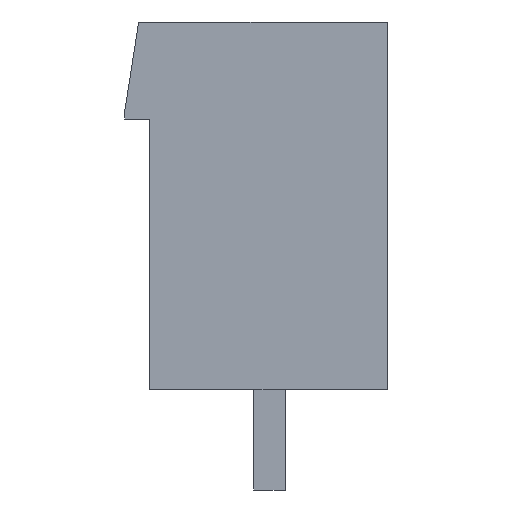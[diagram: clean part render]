
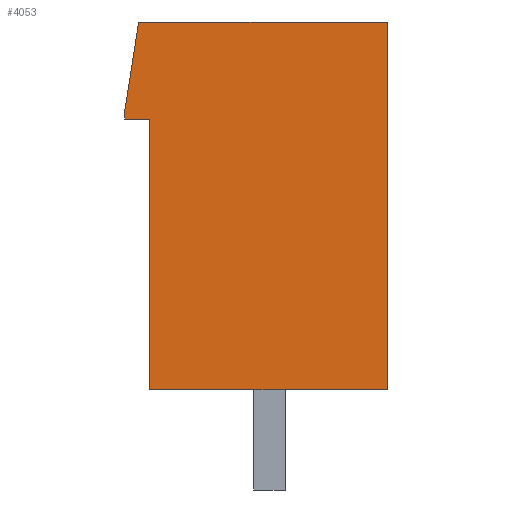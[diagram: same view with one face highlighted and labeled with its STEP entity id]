
A CAD part, left-side view. The second image highlights one B-rep face of the part: STEP entity #4053.
In plain terms, the highlighted planar face has unit normal (-1, 0, 0).
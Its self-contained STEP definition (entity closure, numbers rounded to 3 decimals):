
#4030=AXIS2_PLACEMENT_3D('Plane Axis2P3D',#4027,#4028,#4029) ;
#717=CARTESIAN_POINT('Vertex',(0.,7.95,14.95)) ;
#722=CARTESIAN_POINT('Line Origine',(0.,3.975,14.95)) ;
#726=CARTESIAN_POINT('Vertex',(0.,0.,14.95)) ;
#2899=CARTESIAN_POINT('Vertex',(0.,7.6,11.85)) ;
#2902=CARTESIAN_POINT('Line Origine',(0.,8.,11.85)) ;
#2906=CARTESIAN_POINT('Vertex',(0.,8.4,11.85)) ;
#3095=CARTESIAN_POINT('Vertex',(0.,7.6,3.2)) ;
#3098=CARTESIAN_POINT('Line Origine',(0.,7.6,7.525)) ;
#4000=CARTESIAN_POINT('Vertex',(0.,0.,3.2)) ;
#4003=CARTESIAN_POINT('Line Origine',(0.,3.8,3.2)) ;
#4015=CARTESIAN_POINT('Line Origine',(0.,0.,9.075)) ;
#4027=CARTESIAN_POINT('Axis2P3D Location',(0.,0.,-0.05)) ;
#4032=CARTESIAN_POINT('Line Origine',(0.,8.175,13.5)) ;
#4036=CARTESIAN_POINT('Vertex',(0.,8.4,12.05)) ;
#4039=CARTESIAN_POINT('Line Origine',(0.,8.4,11.95)) ;
#723=DIRECTION('Vector Direction',(0.,-1.,0.)) ;
#2903=DIRECTION('Vector Direction',(0.,-1.,0.)) ;
#3099=DIRECTION('Vector Direction',(0.,0.,-1.)) ;
#4004=DIRECTION('Vector Direction',(0.,-1.,0.)) ;
#4016=DIRECTION('Vector Direction',(0.,0.,-1.)) ;
#4028=DIRECTION('Axis2P3D Direction',(-1.,0.,0.)) ;
#4029=DIRECTION('Axis2P3D XDirection',(0.,0.,1.)) ;
#4033=DIRECTION('Vector Direction',(0.,0.153,-0.988)) ;
#4040=DIRECTION('Vector Direction',(0.,0.,1.)) ;
#724=VECTOR('Line Direction',#723,1.) ;
#2904=VECTOR('Line Direction',#2903,1.) ;
#3100=VECTOR('Line Direction',#3099,1.) ;
#4005=VECTOR('Line Direction',#4004,1.) ;
#4017=VECTOR('Line Direction',#4016,1.) ;
#4034=VECTOR('Line Direction',#4033,1.) ;
#4041=VECTOR('Line Direction',#4040,1.) ;
#4045=ORIENTED_EDGE('',*,*,#2908,.T.) ;
#4046=ORIENTED_EDGE('',*,*,#3102,.T.) ;
#4047=ORIENTED_EDGE('',*,*,#4007,.T.) ;
#4048=ORIENTED_EDGE('',*,*,#4019,.T.) ;
#4049=ORIENTED_EDGE('',*,*,#728,.T.) ;
#4050=ORIENTED_EDGE('',*,*,#4038,.T.) ;
#4051=ORIENTED_EDGE('',*,*,#4043,.T.) ;
#4053=ADVANCED_FACE('HOUSING',(#4052),#4031,.T.) ;
#728=EDGE_CURVE('',#727,#718,#725,.F.) ;
#2908=EDGE_CURVE('',#2907,#2900,#2905,.T.) ;
#3102=EDGE_CURVE('',#2900,#3096,#3101,.T.) ;
#4007=EDGE_CURVE('',#3096,#4001,#4006,.T.) ;
#4019=EDGE_CURVE('',#4001,#727,#4018,.F.) ;
#4038=EDGE_CURVE('',#718,#4037,#4035,.T.) ;
#4043=EDGE_CURVE('',#4037,#2907,#4042,.F.) ;
#4044=EDGE_LOOP('',(#4045,#4046,#4047,#4048,#4049,#4050,#4051)) ;
#4052=FACE_OUTER_BOUND('',#4044,.T.) ;
#725=LINE('Line',#722,#724) ;
#2905=LINE('Line',#2902,#2904) ;
#3101=LINE('Line',#3098,#3100) ;
#4006=LINE('Line',#4003,#4005) ;
#4018=LINE('Line',#4015,#4017) ;
#4035=LINE('Line',#4032,#4034) ;
#4042=LINE('Line',#4039,#4041) ;
#4031=PLANE('',#4030) ;
#718=VERTEX_POINT('',#717) ;
#727=VERTEX_POINT('',#726) ;
#2900=VERTEX_POINT('',#2899) ;
#2907=VERTEX_POINT('',#2906) ;
#3096=VERTEX_POINT('',#3095) ;
#4001=VERTEX_POINT('',#4000) ;
#4037=VERTEX_POINT('',#4036) ;
